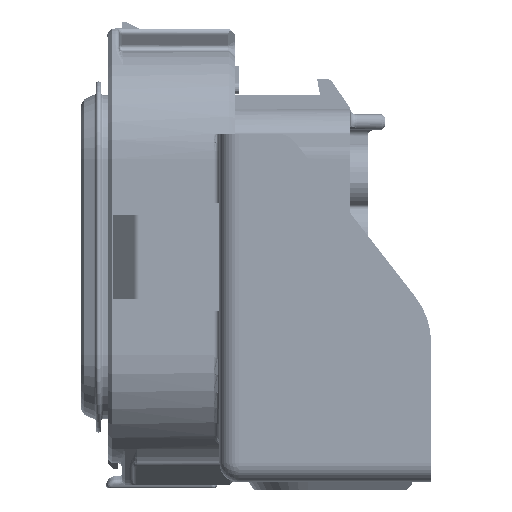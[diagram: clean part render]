
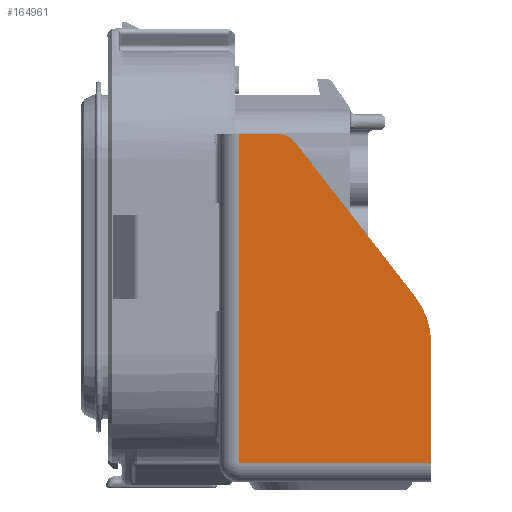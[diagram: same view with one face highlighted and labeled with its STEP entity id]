
A CAD part, left-side view. The second image highlights one B-rep face of the part: STEP entity #164961.
In plain terms, the highlighted planar face has unit normal (-1, 0, 0).
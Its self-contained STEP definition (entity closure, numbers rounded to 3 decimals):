
#40626=DIRECTION('',(0.,0.,1.));
#40627=VECTOR('',#40626,15.5);
#40628=CARTESIAN_POINT('',(-81.5,-36.,-26.75));
#40629=LINE('',#40628,#40627);
#57526=DIRECTION('',(0.,1.,0.));
#57527=VECTOR('',#57526,5.);
#57528=CARTESIAN_POINT('',(-81.5,-16.,16.));
#57529=LINE('',#57528,#57527);
#57539=DIRECTION('',(0.,0.,1.));
#57540=VECTOR('',#57539,42.75);
#57541=CARTESIAN_POINT('',(-81.5,-11.,-26.75));
#57542=LINE('',#57541,#57540);
#57543=CARTESIAN_POINT('',(-81.5,-16.,13.));
#57544=DIRECTION('',(1.,0.,0.));
#57545=DIRECTION('',(0.,0.,1.));
#57546=AXIS2_PLACEMENT_3D('',#57543,#57544,#57545);
#57548=DIRECTION('',(0.,-0.614,-0.789));
#57549=VECTOR('',#57548,25.28);
#57550=CARTESIAN_POINT('',(-81.5,-18.368,14.842));
#57551=LINE('',#57550,#57549);
#57552=CARTESIAN_POINT('',(-81.5,-26.,-11.25));
#57553=DIRECTION('',(1.,0.,0.));
#57554=DIRECTION('',(0.,-0.789,0.614));
#57555=AXIS2_PLACEMENT_3D('',#57552,#57553,#57554);
#57557=DIRECTION('',(0.,-1.,0.));
#57558=VECTOR('',#57557,25.);
#57559=CARTESIAN_POINT('',(-81.5,-11.,-26.75));
#57560=LINE('',#57559,#57558);
#70198=CARTESIAN_POINT('',(-81.5,-18.368,14.842));
#70199=CARTESIAN_POINT('',(-81.5,-33.892,-5.109));
#70200=VERTEX_POINT('',#70198);
#70201=VERTEX_POINT('',#70199);
#70202=CARTESIAN_POINT('',(-81.5,-16.,16.));
#70203=VERTEX_POINT('',#70202);
#70204=CARTESIAN_POINT('',(-81.5,-36.,-11.25));
#70205=VERTEX_POINT('',#70204);
#70214=CARTESIAN_POINT('',(-81.5,-36.,-26.75));
#70216=VERTEX_POINT('',#70214);
#70221=CARTESIAN_POINT('',(-81.5,-11.,16.));
#70223=VERTEX_POINT('',#70221);
#70224=CARTESIAN_POINT('',(-81.5,-11.,-26.75));
#70225=VERTEX_POINT('',#70224);
#164944=CARTESIAN_POINT('',(-81.5,-36.,-29.25));
#164945=DIRECTION('',(1.,0.,0.));
#164946=DIRECTION('',(0.,0.,1.));
#164947=AXIS2_PLACEMENT_3D('',#164944,#164945,#164946);
#164948=PLANE('',#164947);
#164950=ORIENTED_EDGE('',*,*,#164949,.T.);
#164951=ORIENTED_EDGE('',*,*,#164934,.F.);
#164952=ORIENTED_EDGE('',*,*,#164923,.T.);
#164953=ORIENTED_EDGE('',*,*,#164909,.T.);
#164955=ORIENTED_EDGE('',*,*,#164954,.T.);
#164956=ORIENTED_EDGE('',*,*,#136942,.F.);
#164958=ORIENTED_EDGE('',*,*,#164957,.F.);
#164959=EDGE_LOOP('',(#164950,#164951,#164952,#164953,#164955,#164956,#164958));
#164960=FACE_OUTER_BOUND('',#164959,.F.);
#164961=ADVANCED_FACE('',(#164960),#164948,.F.);
#57547=CIRCLE('',#57546,3.);
#57556=CIRCLE('',#57555,10.);
#136942=EDGE_CURVE('',#70216,#70205,#40629,.T.);
#164909=EDGE_CURVE('',#70200,#70201,#57551,.T.);
#164923=EDGE_CURVE('',#70203,#70200,#57547,.T.);
#164934=EDGE_CURVE('',#70203,#70223,#57529,.T.);
#164949=EDGE_CURVE('',#70225,#70223,#57542,.T.);
#164954=EDGE_CURVE('',#70201,#70205,#57556,.T.);
#164957=EDGE_CURVE('',#70225,#70216,#57560,.T.);
